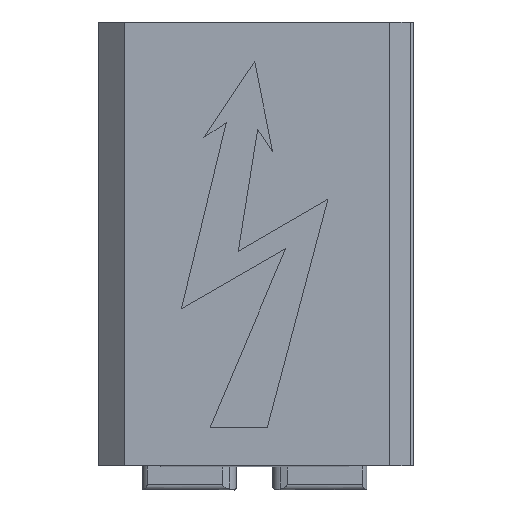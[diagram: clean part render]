
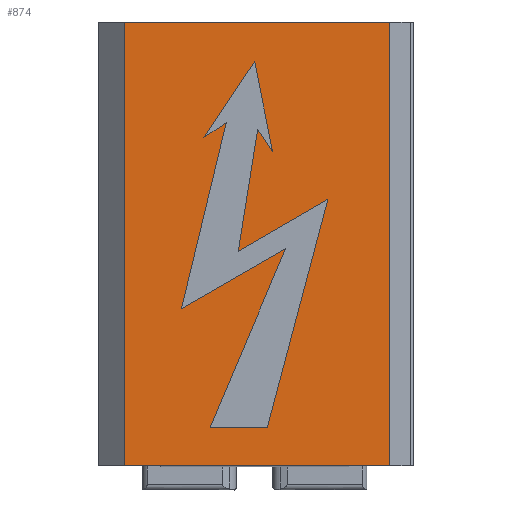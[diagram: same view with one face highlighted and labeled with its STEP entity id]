
A CAD part, top view. The second image highlights one B-rep face of the part: STEP entity #874.
In plain terms, the highlighted planar face has unit normal (0, 0, 1).
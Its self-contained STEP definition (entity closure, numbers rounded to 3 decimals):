
#764=AXIS2_PLACEMENT_3D('Plane Axis2P3D',#761,#762,#763) ;
#251=CARTESIAN_POINT('Vertex',(5.584,0.443,11.864)) ;
#254=CARTESIAN_POINT('Line Origine',(3.042,0.443,11.864)) ;
#258=CARTESIAN_POINT('Vertex',(0.5,0.443,11.864)) ;
#745=CARTESIAN_POINT('Vertex',(5.584,8.943,11.864)) ;
#748=CARTESIAN_POINT('Line Origine',(5.584,4.693,11.864)) ;
#761=CARTESIAN_POINT('Axis2P3D Location',(5.584,0.443,11.864)) ;
#766=CARTESIAN_POINT('Line Origine',(3.042,8.943,11.864)) ;
#770=CARTESIAN_POINT('Vertex',(0.5,8.943,11.864)) ;
#773=CARTESIAN_POINT('Line Origine',(0.5,4.693,11.864)) ;
#784=CARTESIAN_POINT('Line Origine',(3.198,6.678,11.864)) ;
#788=CARTESIAN_POINT('Vertex',(3.34,6.466,11.864)) ;
#790=CARTESIAN_POINT('Vertex',(3.057,6.891,11.864)) ;
#793=CARTESIAN_POINT('Line Origine',(2.87,5.723,11.864)) ;
#797=CARTESIAN_POINT('Vertex',(2.684,4.555,11.864)) ;
#800=CARTESIAN_POINT('Line Origine',(3.543,5.05,11.864)) ;
#804=CARTESIAN_POINT('Vertex',(4.402,5.546,11.864)) ;
#807=CARTESIAN_POINT('Line Origine',(3.821,3.361,11.864)) ;
#811=CARTESIAN_POINT('Vertex',(3.241,1.176,11.864)) ;
#814=CARTESIAN_POINT('Line Origine',(2.693,1.176,11.864)) ;
#818=CARTESIAN_POINT('Vertex',(2.146,1.176,11.864)) ;
#821=CARTESIAN_POINT('Line Origine',(2.869,2.889,11.864)) ;
#825=CARTESIAN_POINT('Vertex',(3.591,4.602,11.864)) ;
#828=CARTESIAN_POINT('Line Origine',(2.595,4.027,11.864)) ;
#832=CARTESIAN_POINT('Vertex',(1.598,3.452,11.864)) ;
#835=CARTESIAN_POINT('Line Origine',(2.027,5.234,11.864)) ;
#839=CARTESIAN_POINT('Vertex',(2.456,7.016,11.864)) ;
#842=CARTESIAN_POINT('Line Origine',(2.241,6.872,11.864)) ;
#846=CARTESIAN_POINT('Vertex',(2.025,6.729,11.864)) ;
#849=CARTESIAN_POINT('Line Origine',(2.513,7.457,11.864)) ;
#853=CARTESIAN_POINT('Vertex',(3.,8.184,11.864)) ;
#856=CARTESIAN_POINT('Line Origine',(3.17,7.325,11.864)) ;
#255=DIRECTION('Vector Direction',(-1.,0.,0.)) ;
#749=DIRECTION('Vector Direction',(0.,1.,0.)) ;
#762=DIRECTION('Axis2P3D Direction',(0.,0.,-1.)) ;
#763=DIRECTION('Axis2P3D XDirection',(-1.,0.,0.)) ;
#767=DIRECTION('Vector Direction',(-1.,0.,0.)) ;
#774=DIRECTION('Vector Direction',(0.,1.,0.)) ;
#785=DIRECTION('Vector Direction',(-0.555,0.832,0.)) ;
#794=DIRECTION('Vector Direction',(-0.157,-0.988,0.)) ;
#801=DIRECTION('Vector Direction',(-0.866,-0.5,0.)) ;
#808=DIRECTION('Vector Direction',(-0.257,-0.966,0.)) ;
#815=DIRECTION('Vector Direction',(-1.,0.,0.)) ;
#822=DIRECTION('Vector Direction',(-0.389,-0.921,0.)) ;
#829=DIRECTION('Vector Direction',(-0.866,-0.5,0.)) ;
#836=DIRECTION('Vector Direction',(-0.234,-0.972,0.)) ;
#843=DIRECTION('Vector Direction',(-0.832,-0.555,0.)) ;
#850=DIRECTION('Vector Direction',(-0.556,-0.831,0.)) ;
#857=DIRECTION('Vector Direction',(-0.194,0.981,0.)) ;
#256=VECTOR('Line Direction',#255,1.) ;
#750=VECTOR('Line Direction',#749,1.) ;
#768=VECTOR('Line Direction',#767,1.) ;
#775=VECTOR('Line Direction',#774,1.) ;
#786=VECTOR('Line Direction',#785,1.) ;
#795=VECTOR('Line Direction',#794,1.) ;
#802=VECTOR('Line Direction',#801,1.) ;
#809=VECTOR('Line Direction',#808,1.) ;
#816=VECTOR('Line Direction',#815,1.) ;
#823=VECTOR('Line Direction',#822,1.) ;
#830=VECTOR('Line Direction',#829,1.) ;
#837=VECTOR('Line Direction',#836,1.) ;
#844=VECTOR('Line Direction',#843,1.) ;
#851=VECTOR('Line Direction',#850,1.) ;
#858=VECTOR('Line Direction',#857,1.) ;
#779=ORIENTED_EDGE('',*,*,#752,.T.) ;
#780=ORIENTED_EDGE('',*,*,#772,.T.) ;
#781=ORIENTED_EDGE('',*,*,#777,.F.) ;
#782=ORIENTED_EDGE('',*,*,#260,.F.) ;
#862=ORIENTED_EDGE('',*,*,#792,.T.) ;
#863=ORIENTED_EDGE('',*,*,#799,.T.) ;
#864=ORIENTED_EDGE('',*,*,#806,.T.) ;
#865=ORIENTED_EDGE('',*,*,#813,.T.) ;
#866=ORIENTED_EDGE('',*,*,#820,.T.) ;
#867=ORIENTED_EDGE('',*,*,#827,.T.) ;
#868=ORIENTED_EDGE('',*,*,#834,.T.) ;
#869=ORIENTED_EDGE('',*,*,#841,.T.) ;
#870=ORIENTED_EDGE('',*,*,#848,.T.) ;
#871=ORIENTED_EDGE('',*,*,#855,.T.) ;
#872=ORIENTED_EDGE('',*,*,#860,.T.) ;
#873=FACE_BOUND('',#861,.T.) ;
#874=ADVANCED_FACE('K\X2\00F6\X0\rper.5',(#783,#873),#765,.F.) ;
#260=EDGE_CURVE('',#252,#259,#257,.T.) ;
#752=EDGE_CURVE('',#252,#746,#751,.T.) ;
#772=EDGE_CURVE('',#746,#771,#769,.T.) ;
#777=EDGE_CURVE('',#259,#771,#776,.T.) ;
#792=EDGE_CURVE('',#789,#791,#787,.T.) ;
#799=EDGE_CURVE('',#791,#798,#796,.T.) ;
#806=EDGE_CURVE('',#798,#805,#803,.F.) ;
#813=EDGE_CURVE('',#805,#812,#810,.T.) ;
#820=EDGE_CURVE('',#812,#819,#817,.T.) ;
#827=EDGE_CURVE('',#819,#826,#824,.F.) ;
#834=EDGE_CURVE('',#826,#833,#831,.T.) ;
#841=EDGE_CURVE('',#833,#840,#838,.F.) ;
#848=EDGE_CURVE('',#840,#847,#845,.T.) ;
#855=EDGE_CURVE('',#847,#854,#852,.F.) ;
#860=EDGE_CURVE('',#854,#789,#859,.F.) ;
#778=EDGE_LOOP('',(#779,#780,#781,#782)) ;
#861=EDGE_LOOP('',(#862,#863,#864,#865,#866,#867,#868,#869,#870,#871,#872)) ;
#783=FACE_OUTER_BOUND('',#778,.T.) ;
#257=LINE('Line',#254,#256) ;
#751=LINE('Line',#748,#750) ;
#769=LINE('Line',#766,#768) ;
#776=LINE('Line',#773,#775) ;
#787=LINE('Line',#784,#786) ;
#796=LINE('Line',#793,#795) ;
#803=LINE('Line',#800,#802) ;
#810=LINE('Line',#807,#809) ;
#817=LINE('Line',#814,#816) ;
#824=LINE('Line',#821,#823) ;
#831=LINE('Line',#828,#830) ;
#838=LINE('Line',#835,#837) ;
#845=LINE('Line',#842,#844) ;
#852=LINE('Line',#849,#851) ;
#859=LINE('Line',#856,#858) ;
#765=PLANE('',#764) ;
#252=VERTEX_POINT('',#251) ;
#259=VERTEX_POINT('',#258) ;
#746=VERTEX_POINT('',#745) ;
#771=VERTEX_POINT('',#770) ;
#789=VERTEX_POINT('',#788) ;
#791=VERTEX_POINT('',#790) ;
#798=VERTEX_POINT('',#797) ;
#805=VERTEX_POINT('',#804) ;
#812=VERTEX_POINT('',#811) ;
#819=VERTEX_POINT('',#818) ;
#826=VERTEX_POINT('',#825) ;
#833=VERTEX_POINT('',#832) ;
#840=VERTEX_POINT('',#839) ;
#847=VERTEX_POINT('',#846) ;
#854=VERTEX_POINT('',#853) ;
